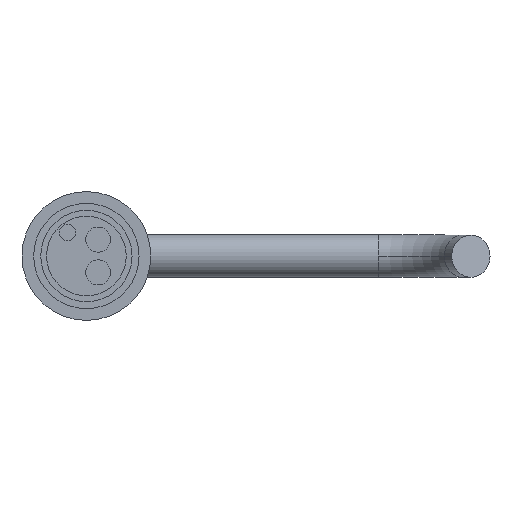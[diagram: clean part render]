
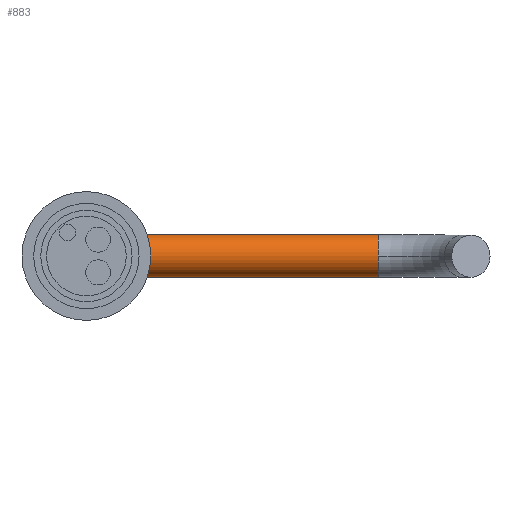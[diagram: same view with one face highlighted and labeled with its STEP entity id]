
A CAD part, front view. The second image highlights one B-rep face of the part: STEP entity #883.
In plain terms, the highlighted cylindrical face has radius 9 mm (diameter 18 mm), a partial arc.
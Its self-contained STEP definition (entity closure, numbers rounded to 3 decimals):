
#199 = VERTEX_POINT ( 'NONE', #1588 ) ;
#335 = CARTESIAN_POINT ( 'NONE',  ( 0., -9., 104.728 ) ) ;
#358 = DIRECTION ( 'NONE',  ( 1., 0., 0. ) ) ;
#428 = DIRECTION ( 'NONE',  ( 0., 0., 1. ) ) ;
#440 = CARTESIAN_POINT ( 'NONE',  ( 0., 0., 0. ) ) ;
#450 = CARTESIAN_POINT ( 'NONE',  ( -9., 0., 0. ) ) ;
#585 = DIRECTION ( 'NONE',  ( 0., 0., 1. ) ) ;
#673 = DIRECTION ( 'NONE',  ( 0., 0., 1. ) ) ;
#714 = VECTOR ( 'NONE', #673, 1000. ) ;
#883 = ADVANCED_FACE ( 'NONE', ( #1960 ), #1937, .T. ) ;
#893 = LINE ( 'NONE', #1605, #714 ) ;
#1128 = EDGE_CURVE ( 'NONE', #2250, #1262, #1520, .T. ) ;
#1198 = CIRCLE ( 'NONE', #1522, 9. ) ;
#1215 = EDGE_CURVE ( 'NONE', #199, #1565, #1446, .T. ) ;
#1234 = VECTOR ( 'NONE', #585, 1000. ) ;
#1236 = ORIENTED_EDGE ( 'NONE', *, *, #1238, .F. ) ;
#1238 = EDGE_CURVE ( 'NONE', #199, #2775, #1263, .T. ) ;
#1253 = EDGE_CURVE ( 'NONE', #2775, #2250, #1198, .T. ) ;
#1262 = VERTEX_POINT ( 'NONE', #2567 ) ;
#1263 = LINE ( 'NONE', #450, #1234 ) ;
#1446 = CIRCLE ( 'NONE', #1609, 9. ) ;
#1463 = EDGE_CURVE ( 'NONE', #1565, #1262, #893, .T. ) ;
#1520 = CIRCLE ( 'NONE', #1682, 9. ) ;
#1522 = AXIS2_PLACEMENT_3D ( 'NONE', #1861, #1848, #1842 ) ;
#1565 = VERTEX_POINT ( 'NONE', #2798 ) ;
#1588 = CARTESIAN_POINT ( 'NONE',  ( -9., 0., 0. ) ) ;
#1605 = CARTESIAN_POINT ( 'NONE',  ( 9., 0., 0. ) ) ;
#1609 = AXIS2_PLACEMENT_3D ( 'NONE', #440, #428, #358 ) ;
#1682 = AXIS2_PLACEMENT_3D ( 'NONE', #2350, #2279, #2258 ) ;
#1747 = ORIENTED_EDGE ( 'NONE', *, *, #1215, .T. ) ;
#1842 = DIRECTION ( 'NONE',  ( 1., 0., 0. ) ) ;
#1848 = DIRECTION ( 'NONE',  ( 0., 0., 1. ) ) ;
#1861 = CARTESIAN_POINT ( 'NONE',  ( 0., 0., 104.728 ) ) ;
#1937 = CYLINDRICAL_SURFACE ( 'NONE', #1975, 9. ) ;
#1960 = FACE_OUTER_BOUND ( 'NONE', #2148, .T. ) ;
#1975 = AXIS2_PLACEMENT_3D ( 'NONE', #2276, #2152, #2174 ) ;
#2148 = EDGE_LOOP ( 'NONE', ( #1236, #1747, #2665, #2762, #2616 ) ) ;
#2152 = DIRECTION ( 'NONE',  ( 0., 0., 1. ) ) ;
#2174 = DIRECTION ( 'NONE',  ( 1., 0., 0. ) ) ;
#2176 = CARTESIAN_POINT ( 'NONE',  ( -9., 0., 104.728 ) ) ;
#2250 = VERTEX_POINT ( 'NONE', #335 ) ;
#2258 = DIRECTION ( 'NONE',  ( 1., 0., 0. ) ) ;
#2276 = CARTESIAN_POINT ( 'NONE',  ( 0., 0., 0. ) ) ;
#2279 = DIRECTION ( 'NONE',  ( 0., 0., 1. ) ) ;
#2350 = CARTESIAN_POINT ( 'NONE',  ( 0., 0., 104.728 ) ) ;
#2567 = CARTESIAN_POINT ( 'NONE',  ( 9., 0., 104.728 ) ) ;
#2616 = ORIENTED_EDGE ( 'NONE', *, *, #1253, .F. ) ;
#2665 = ORIENTED_EDGE ( 'NONE', *, *, #1463, .T. ) ;
#2762 = ORIENTED_EDGE ( 'NONE', *, *, #1128, .F. ) ;
#2775 = VERTEX_POINT ( 'NONE', #2176 ) ;
#2798 = CARTESIAN_POINT ( 'NONE',  ( 9., 0., 0. ) ) ;
